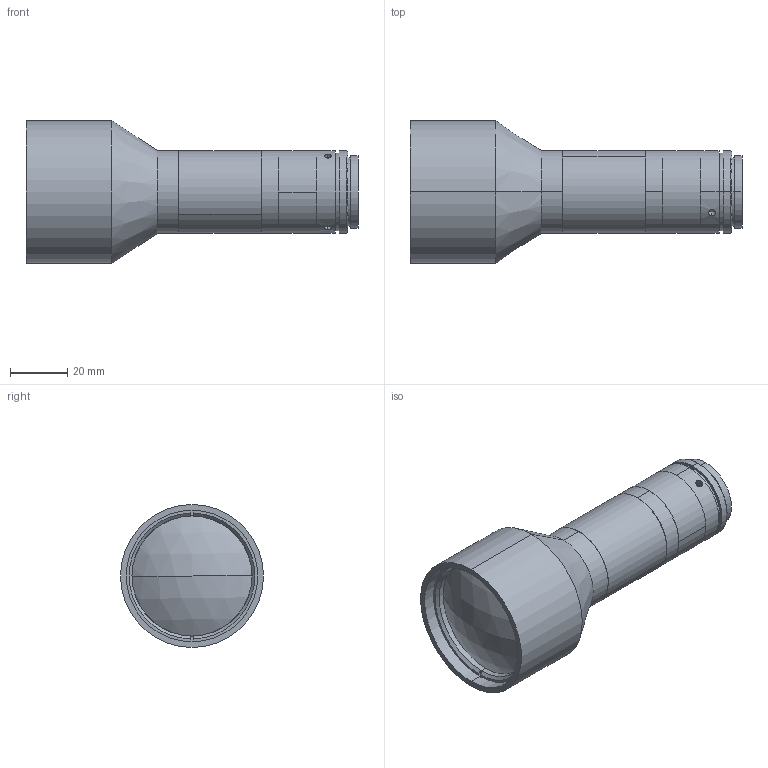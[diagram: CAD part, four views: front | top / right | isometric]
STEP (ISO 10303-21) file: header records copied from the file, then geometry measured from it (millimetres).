
FILE_DESCRIPTION (( 'STEP AP203' ), '1' );
FILE_NAME ('XF-10MDT05X110-1C.STEP', '2022-11-28T05:49:32', ( '' ), ( '' ), 'SwSTEP 2.0', 'SolidWorks 2022', '' );
FILE_SCHEMA (( 'CONFIG_CONTROL_DESIGN' ));
Length unit declared in the file: millimetre
Products named in the file (1): XF-10MDT05X110-1C
Bounding box: 116.13 x 50 x 50 mm (x, y, z)
Surface area: 19836.1 mm2 (no closed solid volume)
Topology: 0 solids, 12 shells, 86 faces, 210 edges, 141 vertices
Faces by surface type: cylinder 40, plane 31, cone 11, sphere 4
Entity records: 2835 total; most frequent: CARTESIAN_POINT 684, DIRECTION 483, ORIENTED_EDGE 358, EDGE_CURVE 210, AXIS2_PLACEMENT_3D 206, VERTEX_POINT 141, CIRCLE 119, EDGE_LOOP 104
